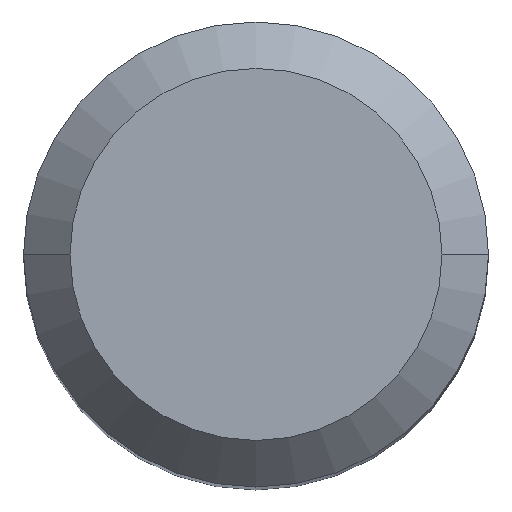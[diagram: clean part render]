
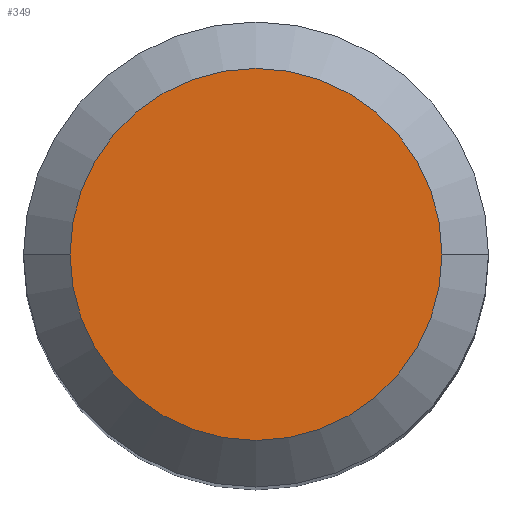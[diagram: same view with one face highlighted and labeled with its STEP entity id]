
A CAD part, top view. The second image highlights one B-rep face of the part: STEP entity #349.
In plain terms, the highlighted planar face has unit normal (0, 0, 1).
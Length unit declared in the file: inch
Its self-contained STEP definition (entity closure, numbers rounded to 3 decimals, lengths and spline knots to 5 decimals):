
#58 = DIRECTION ( 'NONE',  ( -1., 0., 0. ) ) ;
#60 = AXIS2_PLACEMENT_3D ( 'NONE', #324, #403, #438 ) ;
#65 = FACE_OUTER_BOUND ( 'NONE', #449, .T. ) ;
#134 = AXIS2_PLACEMENT_3D ( 'NONE', #166, #281, #247 ) ;
#154 = EDGE_CURVE ( 'NONE', #453, #237, #392, .T. ) ;
#166 = CARTESIAN_POINT ( 'NONE',  ( 0., 0., 0. ) ) ;
#188 = ORIENTED_EDGE ( 'NONE', *, *, #232, .T. ) ;
#191 = CARTESIAN_POINT ( 'NONE',  ( -0.18896, 0., 0. ) ) ;
#232 = EDGE_CURVE ( 'NONE', #237, #453, #279, .T. ) ;
#237 = VERTEX_POINT ( 'NONE', #363 ) ;
#247 = DIRECTION ( 'NONE',  ( 1., 0., 0. ) ) ;
#254 = CARTESIAN_POINT ( 'NONE',  ( 0., 0., 0. ) ) ;
#279 = CIRCLE ( 'NONE', #60, 0.18896 ) ;
#281 = DIRECTION ( 'NONE',  ( 0., 0., 1. ) ) ;
#324 = CARTESIAN_POINT ( 'NONE',  ( 0., 0., 0. ) ) ;
#349 = ADVANCED_FACE ( 'NONE', ( #65 ), #481, .F. ) ;
#363 = CARTESIAN_POINT ( 'NONE',  ( 0.18896, 0., 0. ) ) ;
#368 = DIRECTION ( 'NONE',  ( 0., 0., -1. ) ) ;
#392 = CIRCLE ( 'NONE', #134, 0.18896 ) ;
#401 = AXIS2_PLACEMENT_3D ( 'NONE', #254, #368, #58 ) ;
#403 = DIRECTION ( 'NONE',  ( 0., 0., 1. ) ) ;
#438 = DIRECTION ( 'NONE',  ( 1., 0., 0. ) ) ;
#449 = EDGE_LOOP ( 'NONE', ( #461, #188 ) ) ;
#453 = VERTEX_POINT ( 'NONE', #191 ) ;
#461 = ORIENTED_EDGE ( 'NONE', *, *, #154, .T. ) ;
#481 = PLANE ( 'NONE',  #401 ) ;
